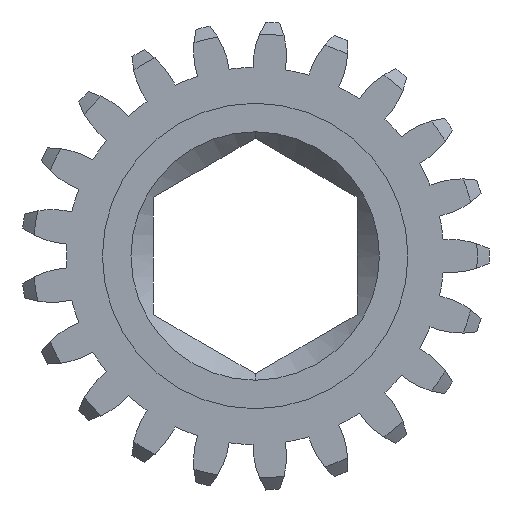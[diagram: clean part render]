
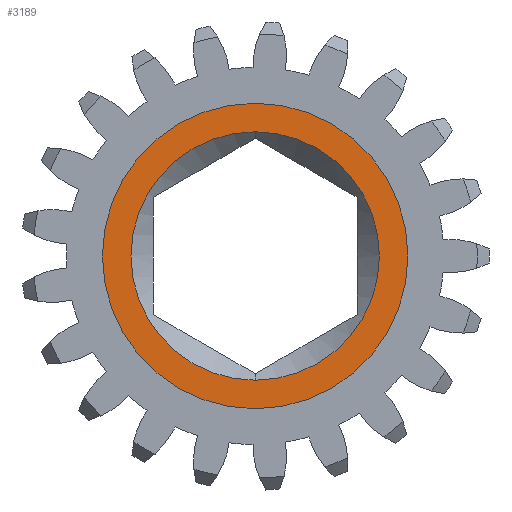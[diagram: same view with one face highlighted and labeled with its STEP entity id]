
A CAD part, left-side view. The second image highlights one B-rep face of the part: STEP entity #3189.
In plain terms, the highlighted planar face has unit normal (-1, 0, 0).
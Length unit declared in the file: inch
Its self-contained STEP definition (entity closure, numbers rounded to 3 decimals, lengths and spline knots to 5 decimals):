
#180 = DIRECTION ( 'NONE',  ( 0., 0., 1. ) ) ;
#211 = PLANE ( 'NONE',  #1506 ) ;
#652 = CARTESIAN_POINT ( 'NONE',  ( 0., 0., -0.375 ) ) ;
#653 = ORIENTED_EDGE ( 'NONE', *, *, #2687, .T. ) ;
#779 = ORIENTED_EDGE ( 'NONE', *, *, #2155, .F. ) ;
#855 = CARTESIAN_POINT ( 'NONE',  ( 0., 0., 0. ) ) ;
#1054 = CARTESIAN_POINT ( 'NONE',  ( 0., 0., 0. ) ) ;
#1153 = DIRECTION ( 'NONE',  ( 0., 0., 1. ) ) ;
#1293 = CIRCLE ( 'NONE', #2752, 0.375 ) ;
#1377 = AXIS2_PLACEMENT_3D ( 'NONE', #3577, #1955, #5231 ) ;
#1477 = CARTESIAN_POINT ( 'NONE',  ( 0., 0., 0.375 ) ) ;
#1506 = AXIS2_PLACEMENT_3D ( 'NONE', #4731, #1535, #4701 ) ;
#1535 = DIRECTION ( 'NONE',  ( 1., 0., 0. ) ) ;
#1635 = CIRCLE ( 'NONE', #1377, 0.305 ) ;
#1780 = ORIENTED_EDGE ( 'NONE', *, *, #2099, .T. ) ;
#1824 = FACE_BOUND ( 'NONE', #4133, .T. ) ;
#1878 = EDGE_LOOP ( 'NONE', ( #1780, #653 ) ) ;
#1955 = DIRECTION ( 'NONE',  ( -1., 0., 0. ) ) ;
#1976 = VERTEX_POINT ( 'NONE', #1477 ) ;
#2099 = EDGE_CURVE ( 'NONE', #1976, #3684, #4107, .T. ) ;
#2155 = EDGE_CURVE ( 'NONE', #4425, #3468, #1635, .T. ) ;
#2201 = CARTESIAN_POINT ( 'NONE',  ( 0., 0., 0.305 ) ) ;
#2680 = DIRECTION ( 'NONE',  ( -1., 0., 0. ) ) ;
#2687 = EDGE_CURVE ( 'NONE', #3684, #1976, #1293, .T. ) ;
#2752 = AXIS2_PLACEMENT_3D ( 'NONE', #855, #3679, #3708 ) ;
#3189 = ADVANCED_FACE ( 'NONE', ( #1824, #5179 ), #211, .F. ) ;
#3231 = DIRECTION ( 'NONE',  ( -1., 0., 0. ) ) ;
#3468 = VERTEX_POINT ( 'NONE', #5008 ) ;
#3577 = CARTESIAN_POINT ( 'NONE',  ( 0., 0., 0. ) ) ;
#3679 = DIRECTION ( 'NONE',  ( -1., 0., 0. ) ) ;
#3684 = VERTEX_POINT ( 'NONE', #652 ) ;
#3708 = DIRECTION ( 'NONE',  ( 0., 0., 1. ) ) ;
#3767 = EDGE_CURVE ( 'NONE', #3468, #4425, #3796, .T. ) ;
#3796 = CIRCLE ( 'NONE', #3974, 0.305 ) ;
#3974 = AXIS2_PLACEMENT_3D ( 'NONE', #4034, #3231, #1153 ) ;
#4034 = CARTESIAN_POINT ( 'NONE',  ( 0., 0., 0. ) ) ;
#4107 = CIRCLE ( 'NONE', #4782, 0.375 ) ;
#4133 = EDGE_LOOP ( 'NONE', ( #779, #4624 ) ) ;
#4425 = VERTEX_POINT ( 'NONE', #2201 ) ;
#4624 = ORIENTED_EDGE ( 'NONE', *, *, #3767, .F. ) ;
#4701 = DIRECTION ( 'NONE',  ( 0., 0., -1. ) ) ;
#4731 = CARTESIAN_POINT ( 'NONE',  ( 0., 0., 0. ) ) ;
#4782 = AXIS2_PLACEMENT_3D ( 'NONE', #1054, #2680, #180 ) ;
#5008 = CARTESIAN_POINT ( 'NONE',  ( 0., 0., -0.305 ) ) ;
#5179 = FACE_OUTER_BOUND ( 'NONE', #1878, .T. ) ;
#5231 = DIRECTION ( 'NONE',  ( 0., 0., 1. ) ) ;
